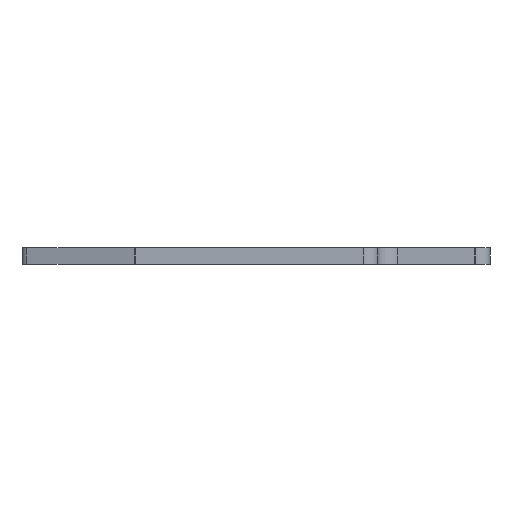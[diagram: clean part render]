
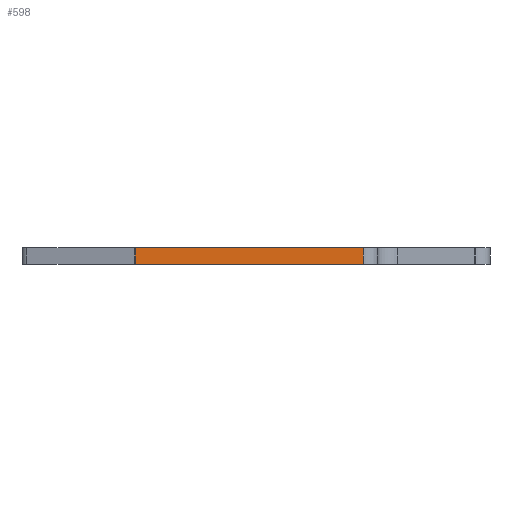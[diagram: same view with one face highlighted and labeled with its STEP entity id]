
A CAD part, left-side view. The second image highlights one B-rep face of the part: STEP entity #598.
In plain terms, the highlighted planar face has unit normal (-1, 0, 0).
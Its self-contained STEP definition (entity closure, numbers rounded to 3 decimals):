
#13 = LINE ( 'NONE', #252, #986 ) ;
#14 = VECTOR ( 'NONE', #289, 1000. ) ;
#27 = LINE ( 'NONE', #292, #14 ) ;
#62 = LINE ( 'NONE', #235, #885 ) ;
#94 = CARTESIAN_POINT ( 'NONE',  ( -27.953, 7.864, 0. ) ) ;
#132 = LINE ( 'NONE', #802, #134 ) ;
#134 = VECTOR ( 'NONE', #797, 1000. ) ;
#135 = FACE_OUTER_BOUND ( 'NONE', #350, .T. ) ;
#226 = ORIENTED_EDGE ( 'NONE', *, *, #868, .T. ) ;
#228 = ORIENTED_EDGE ( 'NONE', *, *, #882, .F. ) ;
#229 = DIRECTION ( 'NONE',  ( 0., -1., 0. ) ) ;
#232 = ORIENTED_EDGE ( 'NONE', *, *, #879, .F. ) ;
#235 = CARTESIAN_POINT ( 'NONE',  ( -27.953, 21.809, 1. ) ) ;
#250 = DIRECTION ( 'NONE',  ( 0., 0., -1. ) ) ;
#252 = CARTESIAN_POINT ( 'NONE',  ( -27.953, 7.864, 1. ) ) ;
#289 = DIRECTION ( 'NONE',  ( 0., 0., -1. ) ) ;
#292 = CARTESIAN_POINT ( 'NONE',  ( -27.953, 21.809, 1. ) ) ;
#350 = EDGE_LOOP ( 'NONE', ( #683, #232, #228, #226 ) ) ;
#453 = CARTESIAN_POINT ( 'NONE',  ( -27.953, 21.809, 1. ) ) ;
#501 = CARTESIAN_POINT ( 'NONE',  ( -27.953, 7.864, 1. ) ) ;
#598 = ADVANCED_FACE ( 'NONE', ( #135 ), #826, .F. ) ;
#604 = EDGE_CURVE ( 'NONE', #976, #1013, #132, .T. ) ;
#683 = ORIENTED_EDGE ( 'NONE', *, *, #604, .T. ) ;
#695 = AXIS2_PLACEMENT_3D ( 'NONE', #821, #815, #813 ) ;
#770 = VERTEX_POINT ( 'NONE', #501 ) ;
#787 = VERTEX_POINT ( 'NONE', #453 ) ;
#797 = DIRECTION ( 'NONE',  ( 0., -1., 0. ) ) ;
#802 = CARTESIAN_POINT ( 'NONE',  ( -27.953, 21.809, 0. ) ) ;
#813 = DIRECTION ( 'NONE',  ( 0., 0., -1. ) ) ;
#815 = DIRECTION ( 'NONE',  ( 1., 0., 0. ) ) ;
#821 = CARTESIAN_POINT ( 'NONE',  ( -27.953, 21.809, 1. ) ) ;
#826 = PLANE ( 'NONE',  #695 ) ;
#868 = EDGE_CURVE ( 'NONE', #787, #976, #27, .T. ) ;
#879 = EDGE_CURVE ( 'NONE', #770, #1013, #13, .T. ) ;
#882 = EDGE_CURVE ( 'NONE', #787, #770, #62, .T. ) ;
#885 = VECTOR ( 'NONE', #229, 1000. ) ;
#976 = VERTEX_POINT ( 'NONE', #997 ) ;
#986 = VECTOR ( 'NONE', #250, 1000. ) ;
#997 = CARTESIAN_POINT ( 'NONE',  ( -27.953, 21.809, 0. ) ) ;
#1013 = VERTEX_POINT ( 'NONE', #94 ) ;
